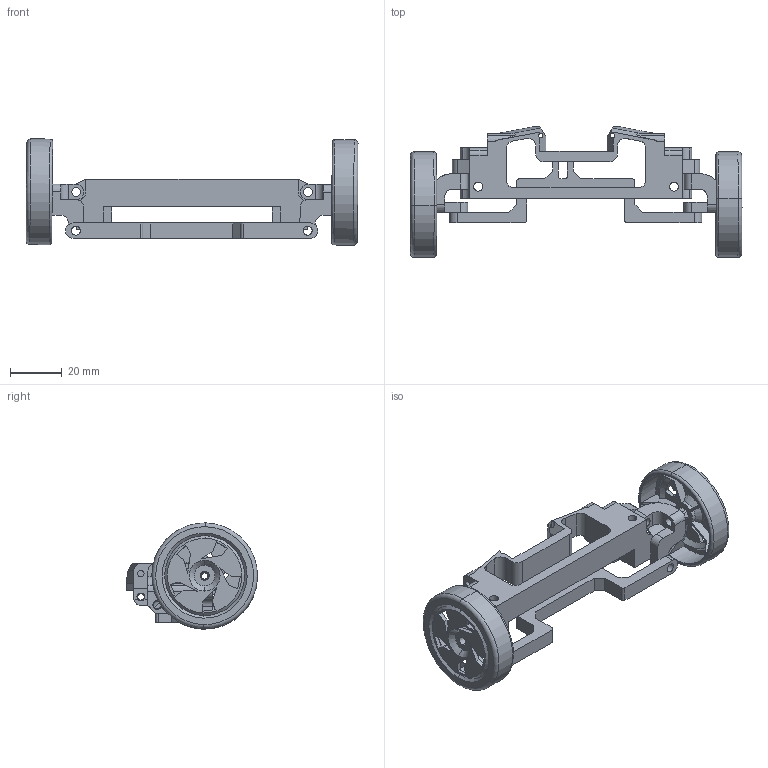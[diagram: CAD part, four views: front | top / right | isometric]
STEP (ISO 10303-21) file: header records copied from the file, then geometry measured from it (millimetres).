
FILE_DESCRIPTION (( 'STEP AP214' ), '1' );
FILE_NAME ('Junta delantera completa.STEP', '2020-11-07T00:22:03', ( '' ), ( '' ), 'SwSTEP 2.0', 'SolidWorks 2018', '' );
FILE_SCHEMA (( 'AUTOMOTIVE_DESIGN' ));
Length unit declared in the file: millimetre
Products named in the file (7): Tuerca separacion; 15; 16R; Junta delantera completa; LlantaF; Junta_con_servo; 16L
Assembly tree (8 placements, depth 2):
  Junta delantera completa
    Junta_con_servo
    16L
    16R
    15
    LlantaF  x2
    Tuerca separacion  x2
Bounding box: 128.89 x 50.8 x 41.25 mm (x, y, z)
Volume: 29483.8 mm3; surface area: 25708.2 mm2
Topology: 8 solids, 12 shells, 642 faces, 1686 edges, 1064 vertices
Faces by surface type: plane 384, cylinder 186, cone 52, bspline 12, torus 8
Entity records: 16706 total; most frequent: CARTESIAN_POINT 4494, ORIENTED_EDGE 2538, DIRECTION 2447, EDGE_CURVE 1269, AXIS2_PLACEMENT_3D 828, VERTEX_POINT 811, LINE 791, VECTOR 791
